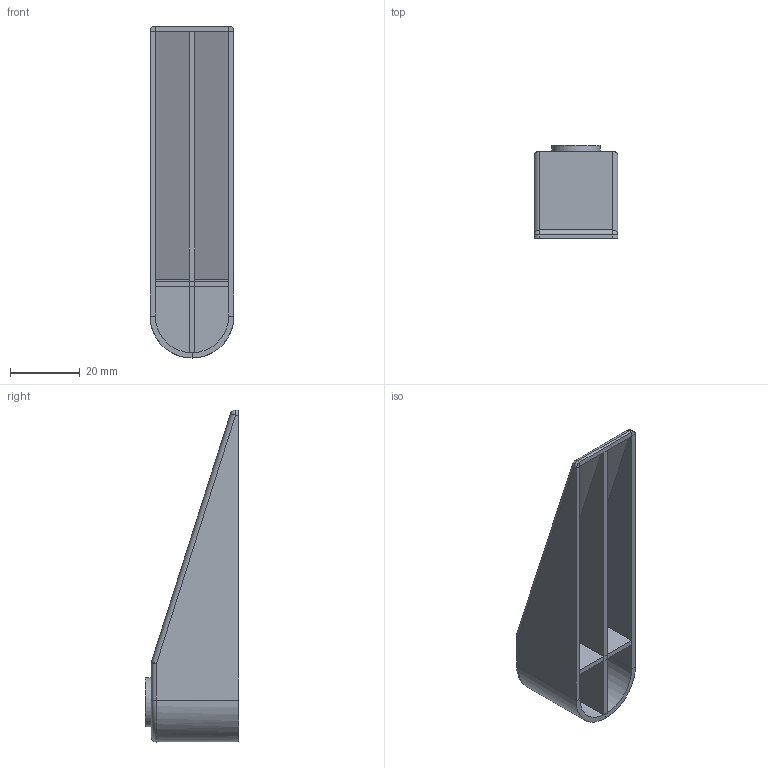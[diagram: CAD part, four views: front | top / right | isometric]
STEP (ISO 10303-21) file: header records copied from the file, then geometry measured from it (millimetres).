
FILE_DESCRIPTION(/* description */ (''),/* implementation_level */ '2;1');
FILE_NAME(/* name */ '68b8b08a-190a-404d-acf1-53909ff7f215.stp',/* time_stamp */ '2020-01-17T10:55:19+00:00',/* author */ (''),/* organization */ (''),/* preprocessor_version */ 'ST-DEVELOPER v18',/* originating_system */ 'Autodesk Translation Framework v8.12.0.6',/* authorisation */ '');
FILE_SCHEMA (('AUTOMOTIVE_DESIGN { 1 0 10303 214 3 1 1 }'));
Length unit declared in the file: millimetre
Products named in the file (2): Wedge; Wedge_1
Assembly tree (1 placements, depth 2):
  Wedge
    Wedge_1
Bounding box: 24 x 26.7 x 95 mm (x, y, z)
Volume: 10944 mm3; surface area: 14471.2 mm2
Topology: 1 solids, 1 shells, 56 faces, 117 edges, 64 vertices
Faces by surface type: plane 38, cylinder 12, sphere 4, bspline 2
Full cylindrical faces by diameter (mm): 14 x1
Entity records: 1516 total; most frequent: CARTESIAN_POINT 284, DIRECTION 254, ORIENTED_EDGE 234, EDGE_CURVE 117, LINE 86, VECTOR 86, AXIS2_PLACEMENT_3D 84, VERTEX_POINT 64
